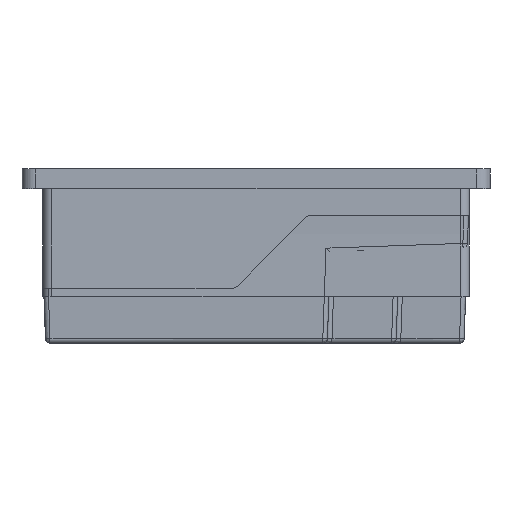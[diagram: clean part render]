
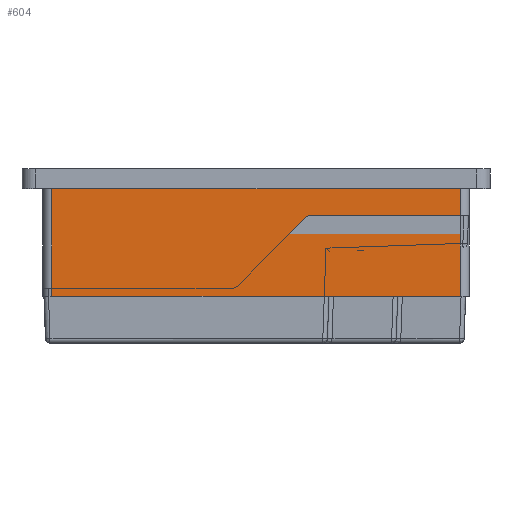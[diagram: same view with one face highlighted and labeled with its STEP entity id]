
A CAD part, left-side view. The second image highlights one B-rep face of the part: STEP entity #604.
In plain terms, the highlighted planar face has unit normal (-1, 0, 0).
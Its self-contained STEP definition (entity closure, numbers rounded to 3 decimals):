
#604=ADVANCED_FACE('',(#1138),#9419,.T.);
#1138=FACE_OUTER_BOUND('',#1767,.T.);
#1767=EDGE_LOOP('',(#4713,#4714,#4715,#4716));
#4713=ORIENTED_EDGE('',*,*,#6367,.T.);
#4714=ORIENTED_EDGE('',*,*,#6360,.T.);
#4715=ORIENTED_EDGE('',*,*,#6368,.T.);
#4716=ORIENTED_EDGE('',*,*,#6427,.F.);
#6360=EDGE_CURVE('',#8990,#8989,#7994,.T.);
#6367=EDGE_CURVE('',#9025,#8990,#8001,.T.);
#6368=EDGE_CURVE('',#8989,#9026,#8002,.T.);
#6427=EDGE_CURVE('',#9025,#9026,#8019,.T.);
#7994=B_SPLINE_CURVE_WITH_KNOTS('',1,(#17622,#17623),.UNSPECIFIED.,.F.,
 .F.,(2,2),(401.,490.),.UNSPECIFIED.);
#8001=B_SPLINE_CURVE_WITH_KNOTS('',1,(#17636,#17637),.UNSPECIFIED.,.F.,
 .F.,(2,2),(0.,23.3),.UNSPECIFIED.);
#8002=B_SPLINE_CURVE_WITH_KNOTS('',1,(#17638,#17639),.UNSPECIFIED.,.F.,
 .F.,(2,2),(0.,23.3),.UNSPECIFIED.);
#8019=B_SPLINE_CURVE_WITH_KNOTS('',1,(#17801,#17802),.UNSPECIFIED.,.F.,
 .F.,(2,2),(401.,490.),.UNSPECIFIED.);
#8989=VERTEX_POINT('',#17331);
#8990=VERTEX_POINT('',#17332);
#9025=VERTEX_POINT('',#17367);
#9026=VERTEX_POINT('',#17368);
#9419=PLANE('',#9973);
#9973=AXIS2_PLACEMENT_3D('',#16955,#10358,$);
#10358=DIRECTION('',(-1.,0.,0.));
#16955=CARTESIAN_POINT('',(583.585,785.648,-27.8));
#17331=CARTESIAN_POINT('',(583.585,694.648,-27.8));
#17332=CARTESIAN_POINT('',(583.585,783.648,-27.8));
#17367=CARTESIAN_POINT('',(583.585,783.648,-4.3));
#17368=CARTESIAN_POINT('',(583.585,694.648,-4.3));
#17622=CARTESIAN_POINT('',(583.585,783.648,-27.8));
#17623=CARTESIAN_POINT('',(583.585,694.648,-27.8));
#17636=CARTESIAN_POINT('',(583.585,783.648,-4.3));
#17637=CARTESIAN_POINT('',(583.585,783.648,-27.8));
#17638=CARTESIAN_POINT('',(583.585,694.648,-27.8));
#17639=CARTESIAN_POINT('',(583.585,694.648,-4.3));
#17801=CARTESIAN_POINT('',(583.585,783.648,-4.3));
#17802=CARTESIAN_POINT('',(583.585,694.648,-4.3));
